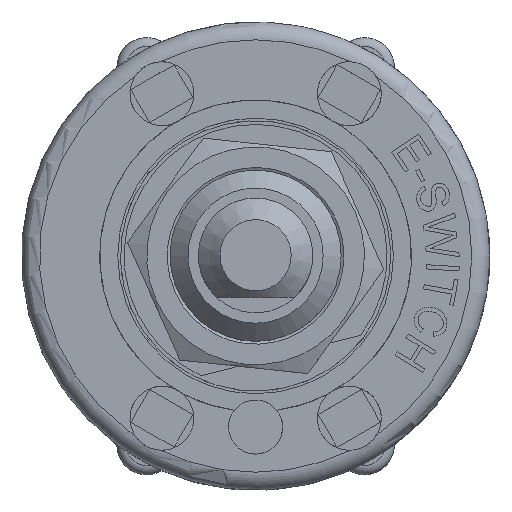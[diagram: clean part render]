
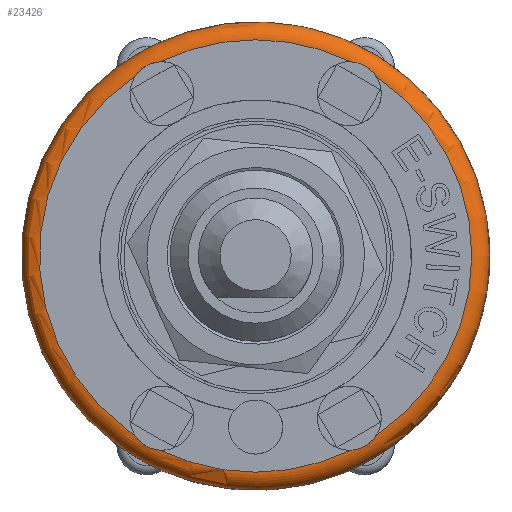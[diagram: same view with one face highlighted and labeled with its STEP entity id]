
A CAD part, top view. The second image highlights one B-rep face of the part: STEP entity #23426.
In plain terms, the highlighted toroidal (fillet/blend) face has major radius 12 mm and minor radius 1 mm.
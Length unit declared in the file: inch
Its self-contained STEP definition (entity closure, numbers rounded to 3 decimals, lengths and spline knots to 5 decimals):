
#22776=CARTESIAN_POINT('',(0.51181,0.0,0.37402));
#22777=VERTEX_POINT('',#22776);
#22778=CARTESIAN_POINT('',(0.0,0.0,0.37402));
#22779=DIRECTION('',(0.0,0.0,1.0));
#22780=DIRECTION('',(-1.0,0.0,0.0));
#22781=AXIS2_PLACEMENT_3D('',#22778,#22779,#22780);
#22782=CIRCLE('',#22781,0.51181);
#22783=EDGE_CURVE('',#22777,#22777,#22782,.T.);
#23026=CARTESIAN_POINT('',(-0.26379,0.39194,0.41339));
#23027=VERTEX_POINT('',#23026);
#23036=CARTESIAN_POINT('',(-0.20753,0.42442,0.41339));
#23037=VERTEX_POINT('',#23036);
#23045=CARTESIAN_POINT('',(-0.26379,0.39194,0.41339));
#23046=CARTESIAN_POINT('',(-0.26063,0.39693,0.41339));
#23047=CARTESIAN_POINT('',(-0.25684,0.40153,0.41318));
#23048=CARTESIAN_POINT('',(-0.25019,0.40776,0.41294));
#23049=CARTESIAN_POINT('',(-0.24774,0.40975,0.41287));
#23050=CARTESIAN_POINT('',(-0.24411,0.41233,0.41281));
#23051=CARTESIAN_POINT('',(-0.24303,0.41306,0.41279));
#23052=CARTESIAN_POINT('',(-0.24115,0.41424,0.41278));
#23053=CARTESIAN_POINT('',(-0.24035,0.41472,0.41278));
#23054=CARTESIAN_POINT('',(-0.23874,0.41565,0.41278));
#23055=CARTESIAN_POINT('',(-0.23791,0.4161,0.41278));
#23056=CARTESIAN_POINT('',(-0.23586,0.41717,0.4128));
#23057=CARTESIAN_POINT('',(-0.23462,0.41777,0.41281));
#23058=CARTESIAN_POINT('',(-0.23029,0.41972,0.41288));
#23059=CARTESIAN_POINT('',(-0.22713,0.42087,0.41296));
#23060=CARTESIAN_POINT('',(-0.2184,0.42336,0.41321));
#23061=CARTESIAN_POINT('',(-0.2129,0.4242,0.41339));
#23062=CARTESIAN_POINT('',(-0.20753,0.42442,0.41339));
#23063=B_SPLINE_CURVE_WITH_KNOTS('',3,(#23045,#23046,#23047,#23048,#23049,#23050,#23051,#23052,#23053,#23054,#23055,#23056,#23057,#23058,#23059,#23060,#23061,#23062),.UNSPECIFIED.,.F.,.U.,(4,2,2,2,2,2,2,2,4),(-0.30321,-0.28459,-0.27477,-0.27072,-0.26786,-0.26495,-0.2607,-0.25033,-0.23279),.UNSPECIFIED.);
#23064=EDGE_CURVE('',#23027,#23037,#23063,.T.);
#23100=CARTESIAN_POINT('',(-0.26379,-0.39194,0.41339));
#23101=VERTEX_POINT('',#23100);
#23111=CARTESIAN_POINT('',(-0.20753,-0.42442,0.41339));
#23112=VERTEX_POINT('',#23111);
#23113=CARTESIAN_POINT('',(-0.20753,-0.42442,0.41339));
#23114=CARTESIAN_POINT('',(-0.21344,-0.42418,0.41339));
#23115=CARTESIAN_POINT('',(-0.21932,-0.42319,0.41318));
#23116=CARTESIAN_POINT('',(-0.22803,-0.42055,0.41294));
#23117=CARTESIAN_POINT('',(-0.23098,-0.41943,0.41287));
#23118=CARTESIAN_POINT('',(-0.23503,-0.41757,0.41281));
#23119=CARTESIAN_POINT('',(-0.2362,-0.417,0.41279));
#23120=CARTESIAN_POINT('',(-0.23817,-0.41596,0.41278));
#23121=CARTESIAN_POINT('',(-0.23898,-0.41551,0.41278));
#23122=CARTESIAN_POINT('',(-0.24059,-0.41458,0.41278));
#23123=CARTESIAN_POINT('',(-0.2414,-0.41409,0.41278));
#23124=CARTESIAN_POINT('',(-0.24335,-0.41285,0.4128));
#23125=CARTESIAN_POINT('',(-0.24449,-0.41207,0.41281));
#23126=CARTESIAN_POINT('',(-0.24834,-0.4093,0.41288));
#23127=CARTESIAN_POINT('',(-0.25092,-0.40713,0.41296));
#23128=CARTESIAN_POINT('',(-0.25744,-0.40082,0.41321));
#23129=CARTESIAN_POINT('',(-0.26092,-0.39648,0.41339));
#23130=CARTESIAN_POINT('',(-0.26379,-0.39194,0.41339));
#23131=B_SPLINE_CURVE_WITH_KNOTS('',3,(#23113,#23114,#23115,#23116,#23117,#23118,#23119,#23120,#23121,#23122,#23123,#23124,#23125,#23126,#23127,#23128,#23129,#23130),.UNSPECIFIED.,.F.,.U.,(4,2,2,2,2,2,2,2,4),(-0.30321,-0.28459,-0.27477,-0.27072,-0.26786,-0.26495,-0.2607,-0.25033,-0.23279),.UNSPECIFIED.);
#23132=EDGE_CURVE('',#23112,#23101,#23131,.T.);
#23200=CARTESIAN_POINT('',(0.20753,-0.42442,0.41339));
#23201=VERTEX_POINT('',#23200);
#23211=CARTESIAN_POINT('',(0.26379,-0.39194,0.41339));
#23212=VERTEX_POINT('',#23211);
#23213=CARTESIAN_POINT('',(0.26379,-0.39194,0.41339));
#23214=CARTESIAN_POINT('',(0.26063,-0.39693,0.41339));
#23215=CARTESIAN_POINT('',(0.25684,-0.40153,0.41318));
#23216=CARTESIAN_POINT('',(0.25019,-0.40776,0.41294));
#23217=CARTESIAN_POINT('',(0.24774,-0.40975,0.41287));
#23218=CARTESIAN_POINT('',(0.24411,-0.41233,0.41281));
#23219=CARTESIAN_POINT('',(0.24303,-0.41306,0.41279));
#23220=CARTESIAN_POINT('',(0.24115,-0.41424,0.41278));
#23221=CARTESIAN_POINT('',(0.24035,-0.41472,0.41278));
#23222=CARTESIAN_POINT('',(0.23874,-0.41565,0.41278));
#23223=CARTESIAN_POINT('',(0.23791,-0.4161,0.41278));
#23224=CARTESIAN_POINT('',(0.23586,-0.41717,0.4128));
#23225=CARTESIAN_POINT('',(0.23462,-0.41777,0.41281));
#23226=CARTESIAN_POINT('',(0.23029,-0.41972,0.41288));
#23227=CARTESIAN_POINT('',(0.22713,-0.42087,0.41296));
#23228=CARTESIAN_POINT('',(0.2184,-0.42336,0.41321));
#23229=CARTESIAN_POINT('',(0.2129,-0.4242,0.41339));
#23230=CARTESIAN_POINT('',(0.20753,-0.42442,0.41339));
#23231=B_SPLINE_CURVE_WITH_KNOTS('',3,(#23213,#23214,#23215,#23216,#23217,#23218,#23219,#23220,#23221,#23222,#23223,#23224,#23225,#23226,#23227,#23228,#23229,#23230),.UNSPECIFIED.,.F.,.U.,(4,2,2,2,2,2,2,2,4),(-0.30321,-0.28459,-0.27477,-0.27072,-0.26786,-0.26495,-0.2607,-0.25033,-0.23279),.UNSPECIFIED.);
#23232=EDGE_CURVE('',#23212,#23201,#23231,.T.);
#23326=CARTESIAN_POINT('',(0.20753,0.42442,0.41339));
#23327=VERTEX_POINT('',#23326);
#23336=CARTESIAN_POINT('',(0.26379,0.39194,0.41339));
#23337=VERTEX_POINT('',#23336);
#23345=CARTESIAN_POINT('',(0.20753,0.42442,0.41339));
#23346=CARTESIAN_POINT('',(0.21344,0.42418,0.41339));
#23347=CARTESIAN_POINT('',(0.21932,0.42319,0.41318));
#23348=CARTESIAN_POINT('',(0.22803,0.42055,0.41294));
#23349=CARTESIAN_POINT('',(0.23098,0.41943,0.41287));
#23350=CARTESIAN_POINT('',(0.23503,0.41757,0.41281));
#23351=CARTESIAN_POINT('',(0.2362,0.417,0.41279));
#23352=CARTESIAN_POINT('',(0.23817,0.41596,0.41278));
#23353=CARTESIAN_POINT('',(0.23898,0.41551,0.41278));
#23354=CARTESIAN_POINT('',(0.24059,0.41458,0.41278));
#23355=CARTESIAN_POINT('',(0.2414,0.41409,0.41278));
#23356=CARTESIAN_POINT('',(0.24335,0.41285,0.4128));
#23357=CARTESIAN_POINT('',(0.24449,0.41207,0.41281));
#23358=CARTESIAN_POINT('',(0.24834,0.4093,0.41288));
#23359=CARTESIAN_POINT('',(0.25092,0.40713,0.41296));
#23360=CARTESIAN_POINT('',(0.25744,0.40082,0.41321));
#23361=CARTESIAN_POINT('',(0.26092,0.39648,0.41339));
#23362=CARTESIAN_POINT('',(0.26379,0.39194,0.41339));
#23363=B_SPLINE_CURVE_WITH_KNOTS('',3,(#23345,#23346,#23347,#23348,#23349,#23350,#23351,#23352,#23353,#23354,#23355,#23356,#23357,#23358,#23359,#23360,#23361,#23362),.UNSPECIFIED.,.F.,.U.,(4,2,2,2,2,2,2,2,4),(-0.30321,-0.28459,-0.27477,-0.27072,-0.26786,-0.26495,-0.2607,-0.25033,-0.23279),.UNSPECIFIED.);
#23364=EDGE_CURVE('',#23327,#23337,#23363,.T.);
#23384=CARTESIAN_POINT('',(0.0,0.0,0.37402));
#23385=DIRECTION('',(0.0,0.0,-1.0));
#23386=DIRECTION('',(-1.0,0.0,0.0));
#23387=AXIS2_PLACEMENT_3D('',#23384,#23385,#23386);
#23388=TOROIDAL_SURFACE('',#23387,0.47244,0.03937);
#23389=ORIENTED_EDGE('',*,*,#22783,.T.);
#23390=EDGE_LOOP('',(#23389));
#23391=FACE_OUTER_BOUND('',#23390,.T.);
#23392=CARTESIAN_POINT('',(0.0,0.0,0.41339));
#23393=DIRECTION('',(0.0,0.0,-1.0));
#23394=DIRECTION('',(-1.0,0.0,0.0));
#23395=AXIS2_PLACEMENT_3D('',#23392,#23393,#23394);
#23396=CIRCLE('',#23395,0.47244);
#23397=EDGE_CURVE('',#23101,#23027,#23396,.T.);
#23398=ORIENTED_EDGE('',*,*,#23397,.T.);
#23399=ORIENTED_EDGE('',*,*,#23064,.T.);
#23400=CARTESIAN_POINT('',(0.0,0.0,0.41339));
#23401=DIRECTION('',(0.0,0.0,-1.0));
#23402=DIRECTION('',(-1.0,0.0,0.0));
#23403=AXIS2_PLACEMENT_3D('',#23400,#23401,#23402);
#23404=CIRCLE('',#23403,0.47244);
#23405=EDGE_CURVE('',#23037,#23327,#23404,.T.);
#23406=ORIENTED_EDGE('',*,*,#23405,.T.);
#23407=ORIENTED_EDGE('',*,*,#23364,.T.);
#23408=CARTESIAN_POINT('',(0.0,0.0,0.41339));
#23409=DIRECTION('',(0.0,0.0,-1.0));
#23410=DIRECTION('',(-1.0,0.0,0.0));
#23411=AXIS2_PLACEMENT_3D('',#23408,#23409,#23410);
#23412=CIRCLE('',#23411,0.47244);
#23413=EDGE_CURVE('',#23337,#23212,#23412,.T.);
#23414=ORIENTED_EDGE('',*,*,#23413,.T.);
#23415=ORIENTED_EDGE('',*,*,#23232,.T.);
#23416=CARTESIAN_POINT('',(0.0,0.0,0.41339));
#23417=DIRECTION('',(0.0,0.0,-1.0));
#23418=DIRECTION('',(-1.0,0.0,0.0));
#23419=AXIS2_PLACEMENT_3D('',#23416,#23417,#23418);
#23420=CIRCLE('',#23419,0.47244);
#23421=EDGE_CURVE('',#23201,#23112,#23420,.T.);
#23422=ORIENTED_EDGE('',*,*,#23421,.T.);
#23423=ORIENTED_EDGE('',*,*,#23132,.T.);
#23424=EDGE_LOOP('',(#23398,#23399,#23406,#23407,#23414,#23415,#23422,#23423));
#23425=FACE_BOUND('',#23424,.T.);
#23426=ADVANCED_FACE('',(#23391,#23425),#23388,.T.);
